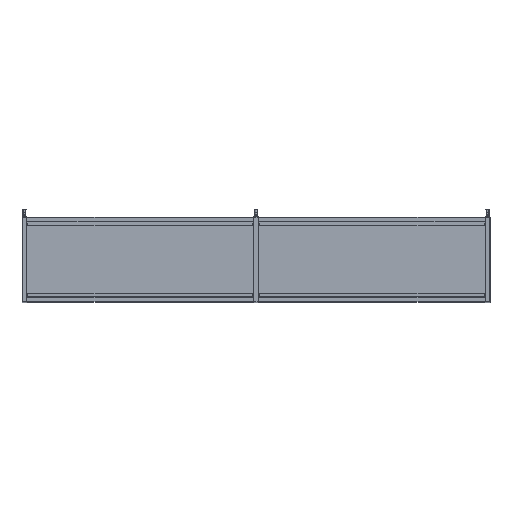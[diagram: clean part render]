
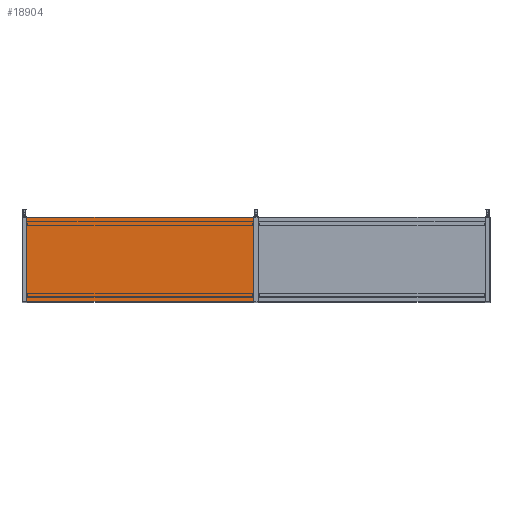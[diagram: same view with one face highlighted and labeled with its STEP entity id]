
A CAD part, top view. The second image highlights one B-rep face of the part: STEP entity #18904.
In plain terms, the highlighted planar face has unit normal (0, 0, 1).
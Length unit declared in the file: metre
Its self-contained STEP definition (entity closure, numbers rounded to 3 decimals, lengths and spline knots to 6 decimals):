
#1648=ORIENTED_EDGE('',*,*,#6820,.F.);
#1649=ORIENTED_EDGE('',*,*,#6789,.F.);
#1650=ORIENTED_EDGE('',*,*,#6821,.T.);
#1651=ORIENTED_EDGE('',*,*,#6818,.T.);
#6789=EDGE_CURVE('',#9380,#9378,#11132,.T.);
#6818=EDGE_CURVE('',#9400,#9399,#11161,.T.);
#6820=EDGE_CURVE('',#9378,#9399,#11163,.T.);
#6821=EDGE_CURVE('',#9380,#9400,#11164,.T.);
#9378=VERTEX_POINT('',#27461);
#9380=VERTEX_POINT('',#27465);
#9399=VERTEX_POINT('',#27523);
#9400=VERTEX_POINT('',#27525);
#11132=LINE('',#27466,#13172);
#11161=LINE('',#27524,#13201);
#11163=LINE('',#27528,#13203);
#11164=LINE('',#27529,#13204);
#13172=VECTOR('',#21888,1.);
#13201=VECTOR('',#21937,1.);
#13203=VECTOR('',#21941,1.);
#13204=VECTOR('',#21942,1.);
#15220=EDGE_LOOP('',(#1648,#1649,#1650,#1651));
#16718=FACE_BOUND('',#15220,.T.);
#18219=PLANE('',#20125);
#18904=ADVANCED_FACE('',(#16718),#18219,.T.);
#20125=AXIS2_PLACEMENT_3D('',#27527,#21939,#21940);
#21888=DIRECTION('',(-1.,0.,0.));
#21937=DIRECTION('',(-1.,0.,0.));
#21939=DIRECTION('',(0.,0.,1.));
#21940=DIRECTION('',(1.,0.,0.));
#21941=DIRECTION('',(0.,1.,0.));
#21942=DIRECTION('',(0.,1.,0.));
#27461=CARTESIAN_POINT('',(0.,-0.0095,0.1125));
#27465=CARTESIAN_POINT('',(1.2,-0.0095,0.1125));
#27466=CARTESIAN_POINT('',(1.2,-0.0095,0.1125));
#27523=CARTESIAN_POINT('',(0.,0.4345,0.1125));
#27524=CARTESIAN_POINT('',(1.2,0.4345,0.1125));
#27525=CARTESIAN_POINT('',(1.2,0.4345,0.1125));
#27527=CARTESIAN_POINT('',(1.2,0.2125,0.1125));
#27528=CARTESIAN_POINT('',(0.,0.2125,0.1125));
#27529=CARTESIAN_POINT('',(1.2,0.2125,0.1125));
